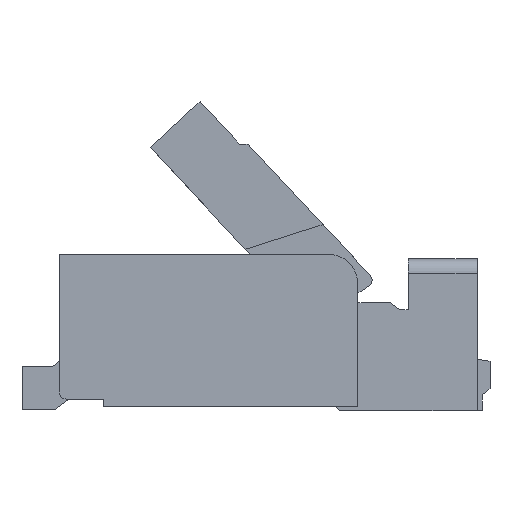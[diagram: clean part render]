
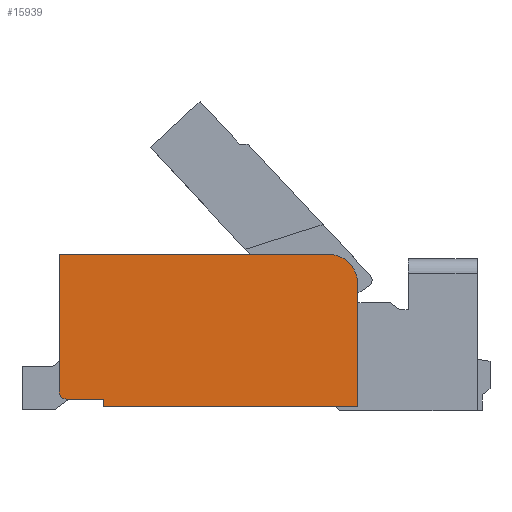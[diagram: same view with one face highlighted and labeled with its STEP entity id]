
A CAD part, left-side view. The second image highlights one B-rep face of the part: STEP entity #15939.
In plain terms, the highlighted planar face has unit normal (-1, 0, 0).
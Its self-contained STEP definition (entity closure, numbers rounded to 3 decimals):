
#442=PLANE('',#17212);
#1185=FACE_OUTER_BOUND('',#1984,.T.);
#1984=EDGE_LOOP('',(#13691,#13692,#13693,#13694,#13695,#13696,#13697,#13698));
#3522=LINE('',#25582,#5343);
#3523=LINE('',#25584,#5344);
#3524=LINE('',#25588,#5345);
#3525=LINE('',#25590,#5346);
#3526=LINE('',#25592,#5347);
#3527=LINE('',#25593,#5348);
#5343=VECTOR('',#20915,10.);
#5344=VECTOR('',#20916,10.);
#5345=VECTOR('',#20919,10.);
#5346=VECTOR('',#20920,10.);
#5347=VECTOR('',#20921,10.);
#5348=VECTOR('',#20922,10.);
#6289=CIRCLE('',#17211,0.2);
#6290=CIRCLE('',#17213,0.05);
#7583=VERTEX_POINT('',#25575);
#7584=VERTEX_POINT('',#25577);
#7585=VERTEX_POINT('',#25581);
#7586=VERTEX_POINT('',#25583);
#7587=VERTEX_POINT('',#25585);
#7588=VERTEX_POINT('',#25587);
#7589=VERTEX_POINT('',#25589);
#7590=VERTEX_POINT('',#25591);
#9729=EDGE_CURVE('',#7583,#7584,#6289,.T.);
#9731=EDGE_CURVE('',#7585,#7583,#3522,.T.);
#9732=EDGE_CURVE('',#7586,#7585,#3523,.T.);
#9733=EDGE_CURVE('',#7586,#7587,#6290,.T.);
#9734=EDGE_CURVE('',#7587,#7588,#3524,.T.);
#9735=EDGE_CURVE('',#7588,#7589,#3525,.T.);
#9736=EDGE_CURVE('',#7589,#7590,#3526,.T.);
#9737=EDGE_CURVE('',#7590,#7584,#3527,.T.);
#13691=ORIENTED_EDGE('',*,*,#9729,.F.);
#13692=ORIENTED_EDGE('',*,*,#9731,.F.);
#13693=ORIENTED_EDGE('',*,*,#9732,.F.);
#13694=ORIENTED_EDGE('',*,*,#9733,.T.);
#13695=ORIENTED_EDGE('',*,*,#9734,.T.);
#13696=ORIENTED_EDGE('',*,*,#9735,.T.);
#13697=ORIENTED_EDGE('',*,*,#9736,.T.);
#13698=ORIENTED_EDGE('',*,*,#9737,.T.);
#15939=ADVANCED_FACE('',(#1185),#442,.T.);
#17211=AXIS2_PLACEMENT_3D('',#25578,#20910,#20911);
#17212=AXIS2_PLACEMENT_3D('',#25580,#20913,#20914);
#17213=AXIS2_PLACEMENT_3D('',#25586,#20917,#20918);
#20910=DIRECTION('center_axis',(1.,0.,0.));
#20911=DIRECTION('ref_axis',(0.,-0.707,0.707));
#20913=DIRECTION('center_axis',(-1.,0.,0.));
#20914=DIRECTION('ref_axis',(0.,-1.,0.));
#20915=DIRECTION('',(0.,-1.,0.));
#20916=DIRECTION('',(0.,0.,1.));
#20917=DIRECTION('center_axis',(-1.,0.,0.));
#20918=DIRECTION('ref_axis',(0.,1.,0.));
#20919=DIRECTION('',(0.,-1.,0.));
#20920=DIRECTION('',(0.,0.,-1.));
#20921=DIRECTION('',(0.,-1.,0.));
#20922=DIRECTION('',(0.,0.,1.));
#25575=CARTESIAN_POINT('',(-2.73,-0.264,1.185));
#25577=CARTESIAN_POINT('',(-2.73,-0.464,0.985));
#25578=CARTESIAN_POINT('Origin',(-2.73,-0.264,0.985));
#25580=CARTESIAN_POINT('Origin',(-2.73,0.16,0.659));
#25581=CARTESIAN_POINT('',(-2.73,1.595,1.185));
#25582=CARTESIAN_POINT('',(-2.73,1.595,1.185));
#25583=CARTESIAN_POINT('',(-2.73,1.595,0.237));
#25584=CARTESIAN_POINT('',(-2.73,1.595,0.134));
#25585=CARTESIAN_POINT('',(-2.73,1.545,0.187));
#25586=CARTESIAN_POINT('Origin',(-2.73,1.545,0.237));
#25587=CARTESIAN_POINT('',(-2.73,1.288,0.187));
#25588=CARTESIAN_POINT('',(-2.73,1.288,0.187));
#25589=CARTESIAN_POINT('',(-2.73,1.288,0.134));
#25590=CARTESIAN_POINT('',(-2.73,1.288,0.134));
#25591=CARTESIAN_POINT('',(-2.73,-0.464,0.134));
#25592=CARTESIAN_POINT('',(-2.73,-0.6,0.134));
#25593=CARTESIAN_POINT('',(-2.73,-0.464,0.396));
